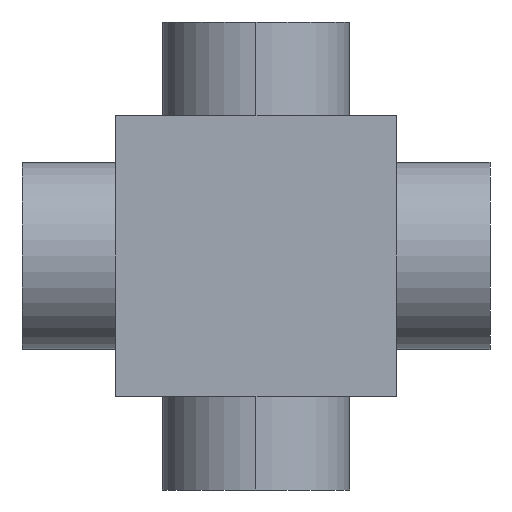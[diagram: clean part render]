
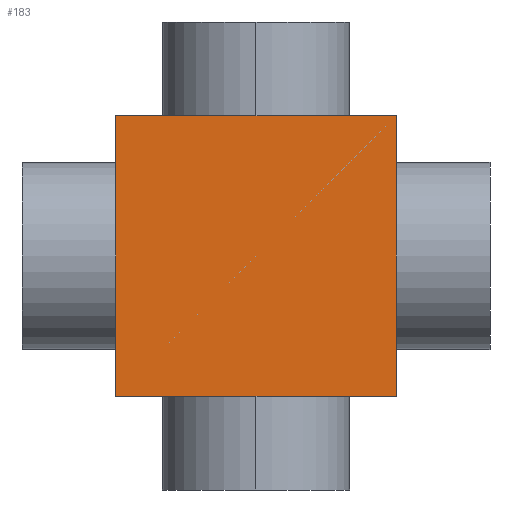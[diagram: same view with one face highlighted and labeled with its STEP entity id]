
A CAD part, left-side view. The second image highlights one B-rep face of the part: STEP entity #183.
In plain terms, the highlighted planar face has unit normal (-1, 0, 0).
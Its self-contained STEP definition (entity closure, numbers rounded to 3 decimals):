
#14 = VERTEX_POINT ( 'NONE', #26 ) ;
#26 = CARTESIAN_POINT ( 'NONE',  ( 0., 0., -15. ) ) ;
#37 = CARTESIAN_POINT ( 'NONE',  ( 0., 15., -15. ) ) ;
#56 = FACE_OUTER_BOUND ( 'NONE', #211, .T. ) ;
#74 = CARTESIAN_POINT ( 'NONE',  ( 0., 15., -15. ) ) ;
#80 = VECTOR ( 'NONE', #126, 1000. ) ;
#89 = AXIS2_PLACEMENT_3D ( 'NONE', #377, #328, #505 ) ;
#114 = DIRECTION ( 'NONE',  ( 0., -1., 0. ) ) ;
#124 = ORIENTED_EDGE ( 'NONE', *, *, #252, .F. ) ;
#126 = DIRECTION ( 'NONE',  ( 0., 0., 1. ) ) ;
#154 = VERTEX_POINT ( 'NONE', #74 ) ;
#168 = CARTESIAN_POINT ( 'NONE',  ( 0., 15., -15. ) ) ;
#183 = ADVANCED_FACE ( 'NONE', ( #56 ), #506, .F. ) ;
#211 = EDGE_LOOP ( 'NONE', ( #330, #421, #124, #498 ) ) ;
#215 = VERTEX_POINT ( 'NONE', #339 ) ;
#219 = EDGE_CURVE ( 'NONE', #468, #215, #508, .T. ) ;
#229 = LINE ( 'NONE', #469, #80 ) ;
#252 = EDGE_CURVE ( 'NONE', #154, #468, #402, .T. ) ;
#263 = DIRECTION ( 'NONE',  ( 0., -1., 0. ) ) ;
#270 = EDGE_CURVE ( 'NONE', #14, #215, #229, .T. ) ;
#273 = VECTOR ( 'NONE', #114, 1000. ) ;
#282 = EDGE_CURVE ( 'NONE', #154, #14, #522, .T. ) ;
#311 = CARTESIAN_POINT ( 'NONE',  ( 0., 15., 0. ) ) ;
#328 = DIRECTION ( 'NONE',  ( 1., 0., 0. ) ) ;
#330 = ORIENTED_EDGE ( 'NONE', *, *, #270, .T. ) ;
#334 = CARTESIAN_POINT ( 'NONE',  ( 0., 15., 0. ) ) ;
#339 = CARTESIAN_POINT ( 'NONE',  ( 0., 0., 0. ) ) ;
#377 = CARTESIAN_POINT ( 'NONE',  ( 0., 15., -15. ) ) ;
#394 = VECTOR ( 'NONE', #263, 1000. ) ;
#402 = LINE ( 'NONE', #37, #470 ) ;
#421 = ORIENTED_EDGE ( 'NONE', *, *, #219, .F. ) ;
#423 = DIRECTION ( 'NONE',  ( 0., 0., 1. ) ) ;
#468 = VERTEX_POINT ( 'NONE', #311 ) ;
#469 = CARTESIAN_POINT ( 'NONE',  ( 0., 0., -15. ) ) ;
#470 = VECTOR ( 'NONE', #423, 1000. ) ;
#498 = ORIENTED_EDGE ( 'NONE', *, *, #282, .T. ) ;
#505 = DIRECTION ( 'NONE',  ( 0., 0., -1. ) ) ;
#506 = PLANE ( 'NONE',  #89 ) ;
#508 = LINE ( 'NONE', #334, #273 ) ;
#522 = LINE ( 'NONE', #168, #394 ) ;
